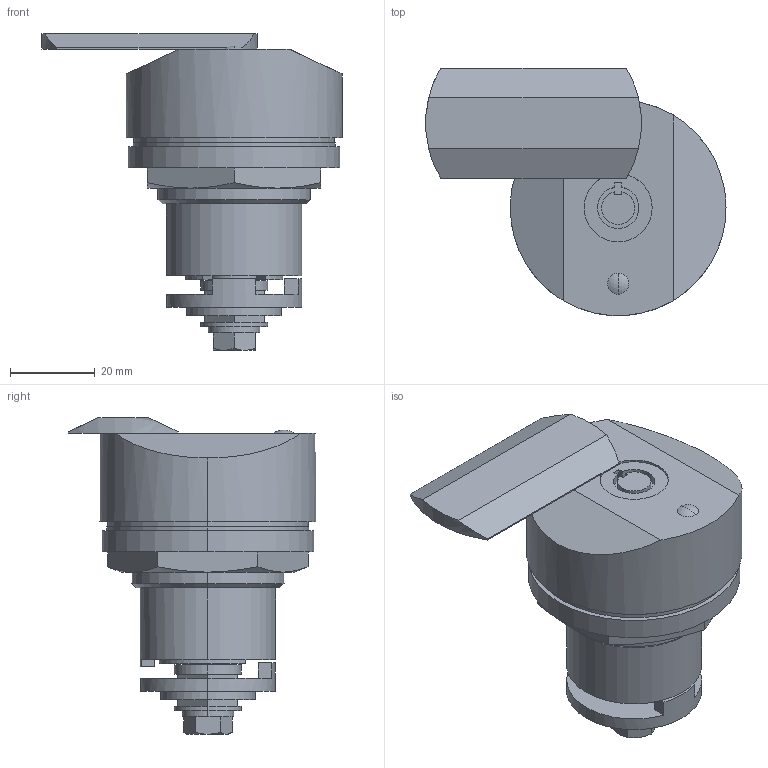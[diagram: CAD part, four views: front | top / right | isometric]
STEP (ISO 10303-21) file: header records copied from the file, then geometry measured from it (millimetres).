
FILE_DESCRIPTION (( 'STEP AP203' ), '1' );
FILE_NAME ('A-318.STEP', '2009-11-10T01:50:46', ( ' ' ), ( ' ' ), 'SwSTEP 2.0', 'SolidWorks 2007', '' );
FILE_SCHEMA (( 'CONFIG_CONTROL_DESIGN' ));
Length unit declared in the file: millimetre
Products named in the file (7): A-318-僼僞__棉太倌; A-318-働乕僗__棉太倌; A-318-儃儖僩__棉太倌; A-318; A-318-僫僢僩__棉太倌; A-318-僪僌__棉太倌; A-318-E儕儞僌__棉太倌
Assembly tree (6 placements, depth 2):
  A-318
    A-318-僪僌__棉太倌
    A-318-僫僢僩__棉太倌
    A-318-儃儖僩__棉太倌
    A-318-E儕儞僌__棉太倌
    A-318-働乕僗__棉太倌
    A-318-僼僞__棉太倌
Bounding box: 70.93 x 58.5 x 74.8 mm (x, y, z)
Volume: 88089.6 mm3; surface area: 22873.3 mm2
Topology: 7 solids, 7 shells, 176 faces, 417 edges, 274 vertices
Faces by surface type: plane 88, cylinder 70, cone 16, sphere 2
Entity records: 5946 total; most frequent: CARTESIAN_POINT 1038, DIRECTION 925, ORIENTED_EDGE 830, EDGE_CURVE 415, AXIS2_PLACEMENT_3D 357, VERTEX_POINT 274, VECTOR 211, LINE 211
